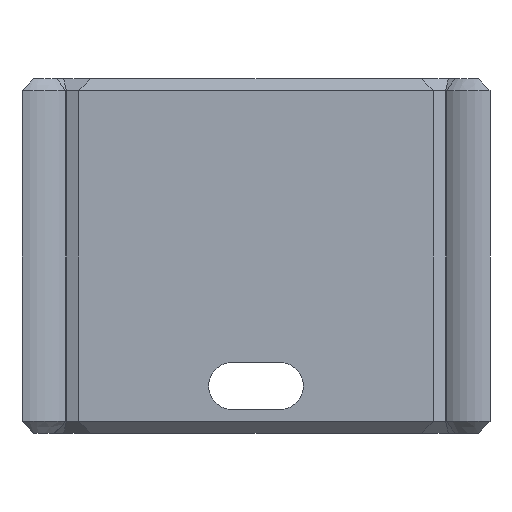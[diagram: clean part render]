
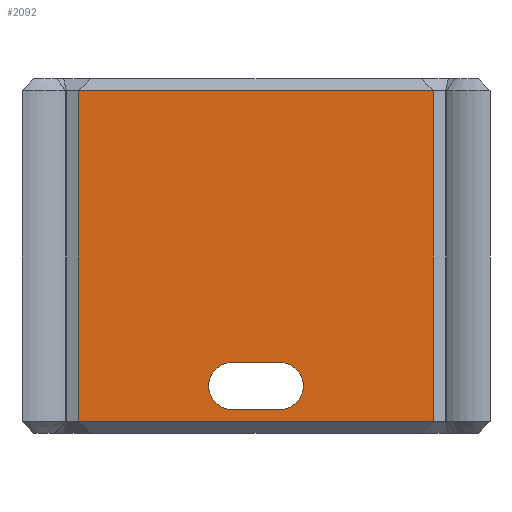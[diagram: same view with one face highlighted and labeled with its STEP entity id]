
A CAD part, left-side view. The second image highlights one B-rep face of the part: STEP entity #2092.
In plain terms, the highlighted planar face has unit normal (-1, 0, 0).
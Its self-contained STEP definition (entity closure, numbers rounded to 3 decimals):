
#419=CARTESIAN_POINT('Vertex',(-7.5,7.5,0.5)) ;
#456=CARTESIAN_POINT('Vertex',(-7.5,-7.5,0.5)) ;
#459=CARTESIAN_POINT('Line Origine',(-7.5,0.,0.5)) ;
#1340=CARTESIAN_POINT('Vertex',(-7.5,7.5,14.5)) ;
#1343=CARTESIAN_POINT('Line Origine',(-7.5,7.5,7.5)) ;
#1364=CARTESIAN_POINT('Vertex',(-7.5,-7.5,14.5)) ;
#1369=CARTESIAN_POINT('Line Origine',(-7.5,-7.5,7.5)) ;
#1634=CARTESIAN_POINT('Line Origine',(-7.5,0.,14.5)) ;
#2047=CARTESIAN_POINT('Axis2P3D Location',(-7.5,0.,0.)) ;
#2058=CARTESIAN_POINT('Line Origine',(-7.5,0.,3.)) ;
#2062=CARTESIAN_POINT('Vertex',(-7.5,-1.,3.)) ;
#2064=CARTESIAN_POINT('Vertex',(-7.5,1.,3.)) ;
#2067=CARTESIAN_POINT('Axis2P3D Location',(-7.5,-1.,2.)) ;
#2071=CARTESIAN_POINT('Vertex',(-7.5,-1.,1.)) ;
#2074=CARTESIAN_POINT('Line Origine',(-7.5,0.,1.)) ;
#2078=CARTESIAN_POINT('Vertex',(-7.5,1.,1.)) ;
#2081=CARTESIAN_POINT('Axis2P3D Location',(-7.5,1.,2.)) ;
#460=DIRECTION('Vector Direction',(0.,1.,0.)) ;
#1344=DIRECTION('Vector Direction',(0.,0.,1.)) ;
#1370=DIRECTION('Vector Direction',(0.,0.,-1.)) ;
#1635=DIRECTION('Vector Direction',(0.,1.,0.)) ;
#2048=DIRECTION('Axis2P3D Direction',(1.,0.,0.)) ;
#2049=DIRECTION('Axis2P3D XDirection',(0.,1.,0.)) ;
#2059=DIRECTION('Vector Direction',(0.,1.,0.)) ;
#2068=DIRECTION('Axis2P3D Direction',(1.,0.,0.)) ;
#2075=DIRECTION('Vector Direction',(0.,-1.,0.)) ;
#2082=DIRECTION('Axis2P3D Direction',(1.,0.,0.)) ;
#2050=AXIS2_PLACEMENT_3D('Plane Axis2P3D',#2047,#2048,#2049) ;
#2069=AXIS2_PLACEMENT_3D('Circle Axis2P3D',#2067,#2068,$) ;
#2083=AXIS2_PLACEMENT_3D('Circle Axis2P3D',#2081,#2082,$) ;
#2053=ORIENTED_EDGE('',*,*,#1638,.F.) ;
#2054=ORIENTED_EDGE('',*,*,#1347,.F.) ;
#2055=ORIENTED_EDGE('',*,*,#463,.F.) ;
#2056=ORIENTED_EDGE('',*,*,#1373,.F.) ;
#2087=ORIENTED_EDGE('',*,*,#2066,.F.) ;
#2088=ORIENTED_EDGE('',*,*,#2073,.T.) ;
#2089=ORIENTED_EDGE('',*,*,#2080,.F.) ;
#2090=ORIENTED_EDGE('',*,*,#2085,.T.) ;
#2091=FACE_BOUND('',#2086,.T.) ;
#461=VECTOR('Line Direction',#460,1.) ;
#1345=VECTOR('Line Direction',#1344,1.) ;
#1371=VECTOR('Line Direction',#1370,1.) ;
#1636=VECTOR('Line Direction',#1635,1.) ;
#2060=VECTOR('Line Direction',#2059,1.) ;
#2076=VECTOR('Line Direction',#2075,1.) ;
#2092=ADVANCED_FACE('Hauptk\X2\00F6\X0\rper',(#2057,#2091),#2051,.F.) ;
#2070=CIRCLE('generated circle',#2069,1.) ;
#2084=CIRCLE('generated circle',#2083,1.) ;
#463=EDGE_CURVE('',#457,#420,#462,.T.) ;
#1347=EDGE_CURVE('',#420,#1341,#1346,.T.) ;
#1373=EDGE_CURVE('',#1365,#457,#1372,.T.) ;
#1638=EDGE_CURVE('',#1341,#1365,#1637,.F.) ;
#2066=EDGE_CURVE('',#2063,#2065,#2061,.T.) ;
#2073=EDGE_CURVE('',#2063,#2072,#2070,.T.) ;
#2080=EDGE_CURVE('',#2079,#2072,#2077,.T.) ;
#2085=EDGE_CURVE('',#2079,#2065,#2084,.T.) ;
#2052=EDGE_LOOP('',(#2053,#2054,#2055,#2056)) ;
#2086=EDGE_LOOP('',(#2087,#2088,#2089,#2090)) ;
#2057=FACE_OUTER_BOUND('',#2052,.T.) ;
#462=LINE('Line',#459,#461) ;
#1346=LINE('Line',#1343,#1345) ;
#1372=LINE('Line',#1369,#1371) ;
#1637=LINE('Line',#1634,#1636) ;
#2061=LINE('Line',#2058,#2060) ;
#2077=LINE('Line',#2074,#2076) ;
#2051=PLANE('Plane',#2050) ;
#420=VERTEX_POINT('',#419) ;
#457=VERTEX_POINT('',#456) ;
#1341=VERTEX_POINT('',#1340) ;
#1365=VERTEX_POINT('',#1364) ;
#2063=VERTEX_POINT('',#2062) ;
#2065=VERTEX_POINT('',#2064) ;
#2072=VERTEX_POINT('',#2071) ;
#2079=VERTEX_POINT('',#2078) ;
